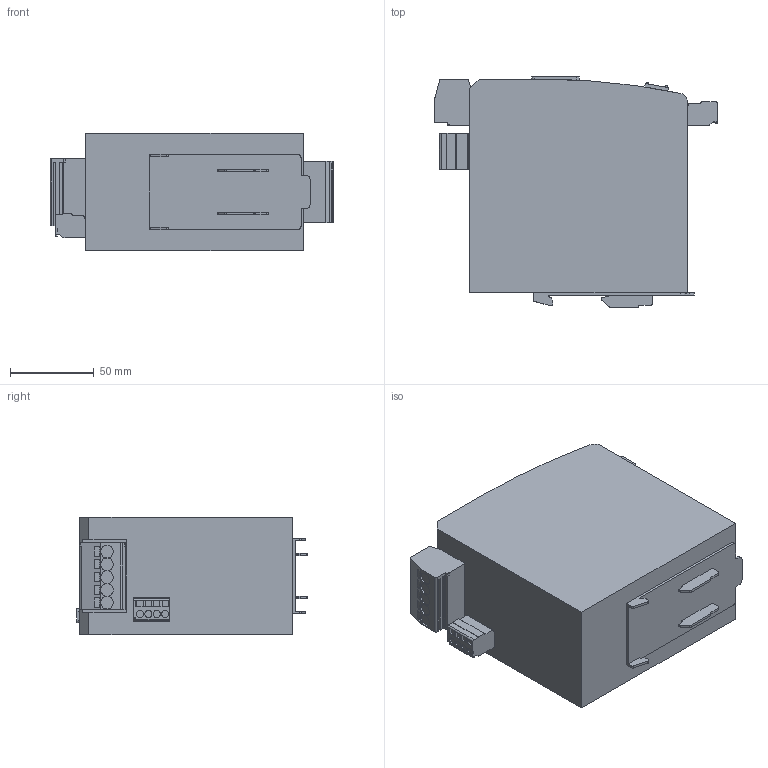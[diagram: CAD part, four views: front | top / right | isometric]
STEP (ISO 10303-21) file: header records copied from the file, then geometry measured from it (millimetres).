
FILE_DESCRIPTION (( 'STEP AP203' ), '1' );
FILE_NAME ('2787-2347.step', '2022-03-14T15:39:13', ( '' ), ( '' ), 'SwSTEP 2.0', 'SolidWorks 2021', '' );
FILE_SCHEMA (( 'CONFIG_CONTROL_DESIGN' ));
Length unit declared in the file: millimetre
Products named in the file (1): 2787-2347
Bounding box: 169.32 x 137.5 x 70 mm (x, y, z)
Volume: 1179583.2 mm3; surface area: 78965 mm2
Topology: 1 solids, 1 shells, 490 faces, 1332 edges, 880 vertices
Faces by surface type: plane 322, cylinder 168
Entity records: 15518 total; most frequent: CARTESIAN_POINT 2744, ORIENTED_EDGE 2664, DIRECTION 2642, EDGE_CURVE 1332, VECTOR 990, LINE 990, VERTEX_POINT 880, AXIS2_PLACEMENT_3D 826
